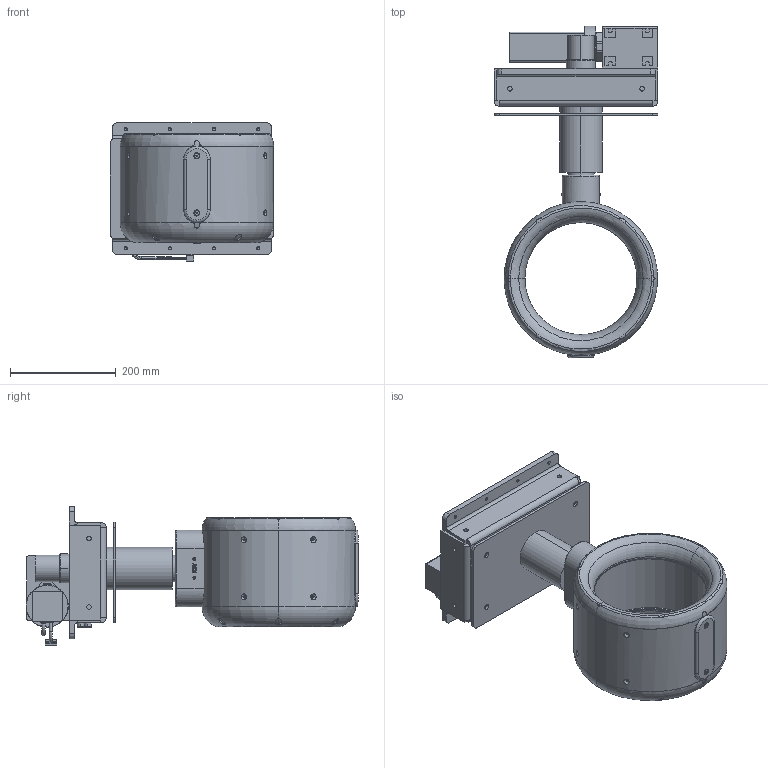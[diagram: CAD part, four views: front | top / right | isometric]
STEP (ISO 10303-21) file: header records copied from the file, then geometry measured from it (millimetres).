
FILE_DESCRIPTION (( 'STEP AP214' ), '1' );
FILE_NAME ('P-087-030-rev-E-212Pro.STEP', '2022-06-02T10:10:25', ( '' ), ( '' ), 'SwSTEP 2.0', 'SolidWorks 2021', '' );
FILE_SCHEMA (( 'AUTOMOTIVE_DESIGN' ));
Length unit declared in the file: millimetre
Products named in the file (1): P-087-030-rev-E-212Pro
Bounding box: 310 x 627.65 x 262.72 mm (x, y, z)
Volume: 12943793.4 mm3; surface area: 908681.5 mm2
Topology: 1 solids, 14 shells, 874 faces, 2078 edges, 1278 vertices
Faces by surface type: plane 370, cylinder 234, cone 123, bspline 72, torus 67, sphere 8
Entity records: 38426 total; most frequent: CARTESIAN_POINT 9705, ORIENTED_EDGE 4084, DIRECTION 3973, EDGE_CURVE 2042, AXIS2_PLACEMENT_3D 1484, VERTEX_POINT 1276, EDGE_LOOP 1018, LINE 1005
